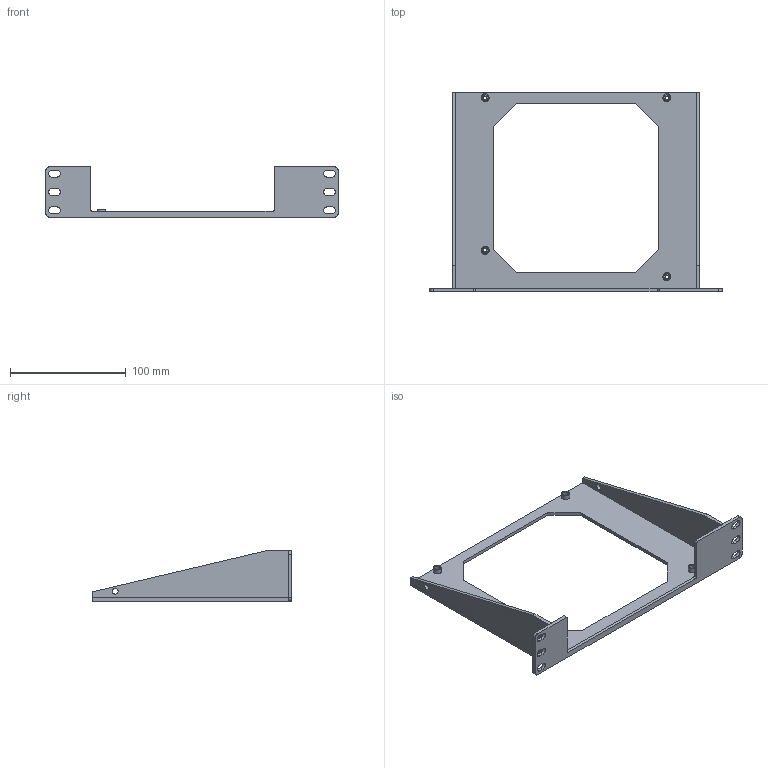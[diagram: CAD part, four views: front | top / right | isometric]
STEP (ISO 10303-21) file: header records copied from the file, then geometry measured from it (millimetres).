
FILE_DESCRIPTION(('FreeCAD Model'),'2;1');
FILE_NAME('Open CASCADE Shape Model','2025-06-12T13:06:34',(''),(''), 'Open CASCADE STEP processor 7.8','FreeCAD','Unknown');
FILE_SCHEMA(('AUTOMOTIVE_DESIGN { 1 0 10303 214 1 1 1 1 }'));
Length unit declared in the file: millimetre
Products named in the file (7): _U_Mini_ITX_mount; Mini ITX Plate; Mini ITX plate with cutouts; Left wall with insert; Right wall with insert; Rack Mount; Front plate with IO cutout
Assembly tree (6 placements, depth 3):
  _U_Mini_ITX_mount
    Mini ITX Plate
      Mini ITX plate with cutouts
      Left wall with insert
      Right wall with insert
    Rack Mount
      Front plate with IO cutout
Bounding box: 253 x 173 x 43.45 mm (x, y, z)
Volume: 90855.5 mm3; surface area: 69926.1 mm2
Topology: 4 solids, 4 shells, 116 faces, 300 edges, 200 vertices
Faces by surface type: plane 70, cylinder 46
Full cylindrical faces by diameter (mm): 3 x4, 5 x6, 7 x4
Entity records: 3762 total; most frequent: DIRECTION 638, CARTESIAN_POINT 623, ORIENTED_EDGE 600, EDGE_CURVE 300, AXIS2_PLACEMENT_3D 215, LINE 208, VECTOR 208, VERTEX_POINT 200
